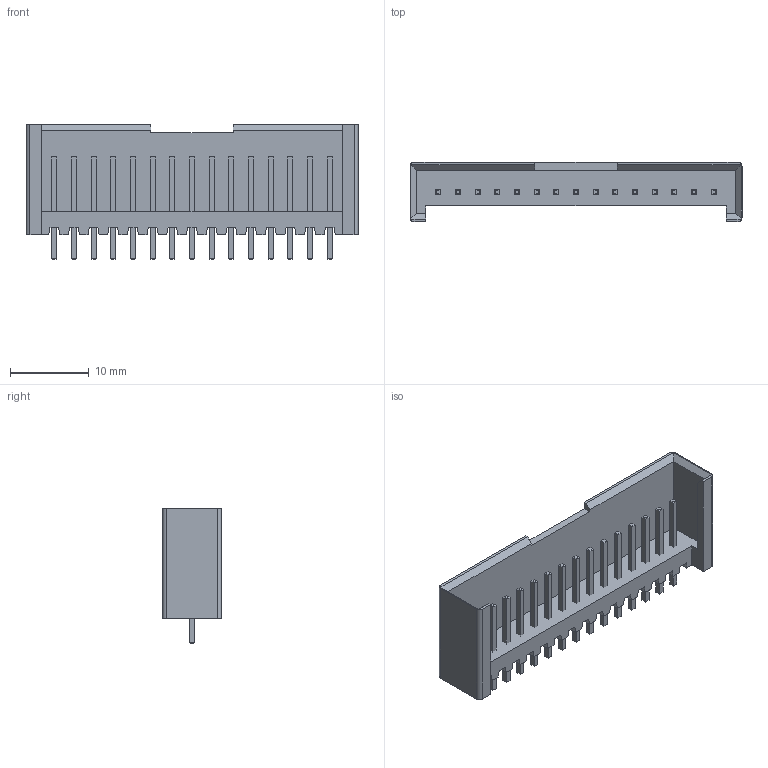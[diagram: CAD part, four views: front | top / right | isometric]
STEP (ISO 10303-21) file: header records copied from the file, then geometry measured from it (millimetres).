
FILE_DESCRIPTION(/* description */ ('model of Stocko_MKS_1665-6-0-1515_1x15_P2.50mm_Vertical'),/* implementation_level */ '2;1');
FILE_NAME(/* name */ 'Stocko_MKS_1665-6-0-1515_1x15_P2.50mm_Vertical.step',/* time_stamp */ '2019-03-17T13:48:01',/* author */ ('kicad StepUp','ksu'),/* organization */ ('FreeCAD'),/* preprocessor_version */ 'OCC',/* originating_system */ 'kicad StepUp',/* authorisation */ '');
FILE_SCHEMA(('AUTOMOTIVE_DESIGN { 1 0 10303 214 1 1 1 1 }'));
Length unit declared in the file: millimetre
Products named in the file (2): Stocko_MKS_1665; Shape0_262640351105
Bounding box: 42.2 x 7.5 x 17.1 mm (x, y, z)
Volume: 1288 mm3; surface area: 2632.5 mm2
Topology: 16 solids, 16 shells, 300 faces, 680 edges, 412 vertices
Faces by surface type: plane 296, cylinder 4
Entity records: 16894 total; most frequent: CARTESIAN_POINT 2915, DIRECTION 2498, LINE 1874, VECTOR 1874, ORIENTED_EDGE 1360, PCURVE 1360, DEFINITIONAL_REPRESENTATION 1360, EDGE_CURVE 680
